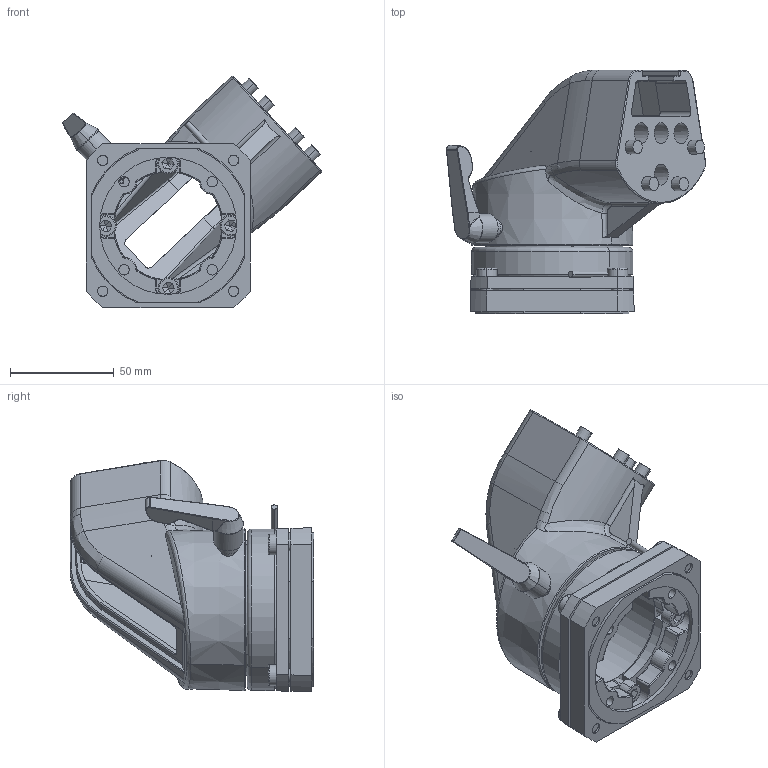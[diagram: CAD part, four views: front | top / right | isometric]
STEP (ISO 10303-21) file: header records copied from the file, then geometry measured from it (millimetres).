
FILE_DESCRIPTION (( 'STEP AP214' ), '1' );
FILE_NAME ('49457800.STEP', '2016-03-02T14:21:12', ( 'Macha' ), ( 'Hewlett-Packard Company' ), 'SwSTEP 2.0', 'SolidWorks 2015', '' );
FILE_SCHEMA (( 'AUTOMOTIVE_DESIGN' ));
Length unit declared in the file: millimetre
Products named in the file (18): 94459; 93345; 84128; 82003_Kuppl. GTK el.; 94561; 56308; 83151; 84130; 84127; 12455_Bearbeitung; 82284; 12454; 12458; 49457800; 93017; 93275; 49457500; 84129
Assembly tree (26 placements, depth 4):
  49457800
    12458
    12454
    82284  x2
    49457500
      12455_Bearbeitung
      84127
      56308
        84130
        83151
      94561  x2
      82003_Kuppl. GTK el.
      84128
      93345  x2
      94459
      84129
    93275  x4
    93017  x4
Bounding box: 124.85 x 117.3 x 111.58 mm (x, y, z)
Volume: 256734.4 mm3; surface area: 123407.7 mm2
Topology: 25 solids, 27 shells, 985 faces, 2343 edges, 1422 vertices
Faces by surface type: plane 353, cylinder 301, cone 111, bspline 106, torus 100, sphere 14
Entity records: 29136 total; most frequent: CARTESIAN_POINT 9570, DIRECTION 3866, ORIENTED_EDGE 3860, EDGE_CURVE 1930, AXIS2_PLACEMENT_3D 1520, VERTEX_POINT 1189, EDGE_LOOP 883, LINE 826
